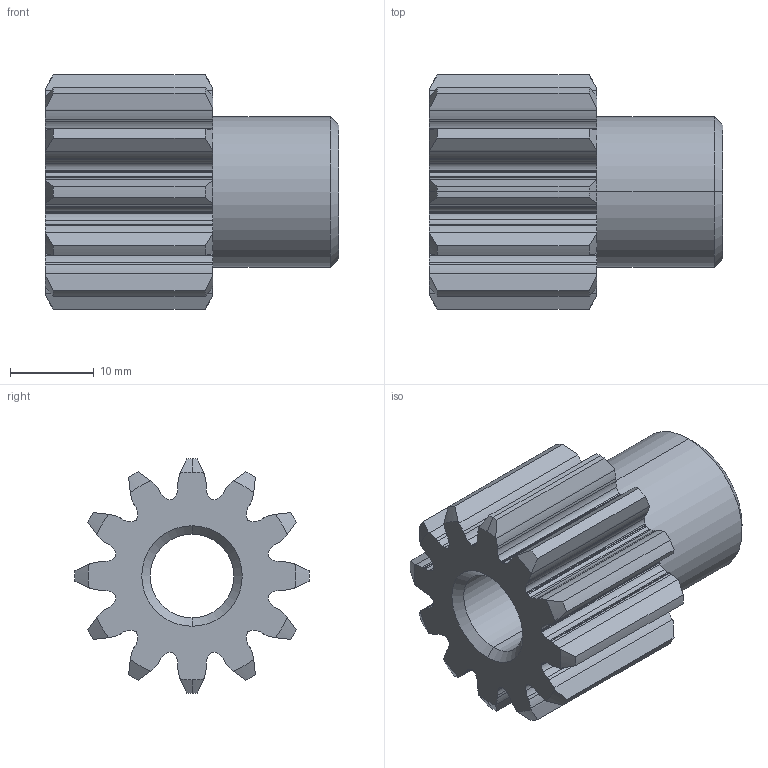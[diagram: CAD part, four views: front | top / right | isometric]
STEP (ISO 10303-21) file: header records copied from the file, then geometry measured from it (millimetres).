
FILE_DESCRIPTION(('HOOPS Exchange Step'),'2;1');
FILE_NAME('export-F156AE43-8110-44FB-B84F-DFDDC38BBB31.stp','2024-06-28T17:42:21+02:00',('Engineering'),('Alibre'),'HOOPS Exchange 2023.0','Alibre','Unknown authorisation');
FILE_SCHEMA( ('AP242_MANAGED_MODEL_BASED_3D_ENGINEERING_MIM_LF {1 0 10303 442 1 1 4 }') );
Length unit declared in the file: millimetre
Products named in the file (1): 486 Module 2 Pinion, with 12 teeth
Bounding box: 35 x 28 x 28 mm (x, y, z)
Volume: 9845.2 mm3; surface area: 5437.7 mm2
Topology: 1 solids, 1 shells, 227 faces, 662 edges, 438 vertices
Faces by surface type: cylinder 190, cone 34, plane 3
Entity records: 7841 total; most frequent: DIRECTION 1486, CARTESIAN_POINT 1473, ORIENTED_EDGE 1324, EDGE_CURVE 662, AXIS2_PLACEMENT_3D 643, VERTEX_POINT 438, CIRCLE 414, EDGE_LOOP 230
